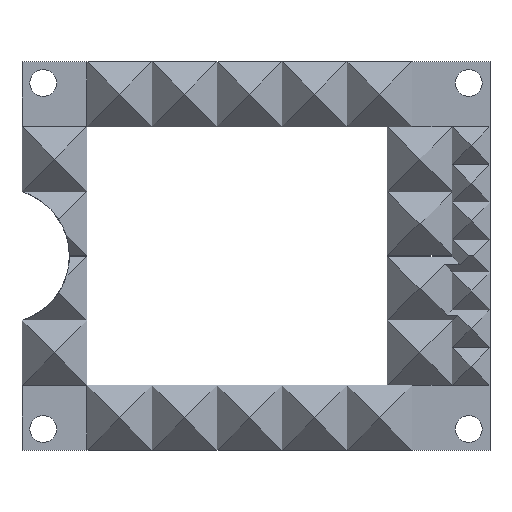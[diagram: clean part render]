
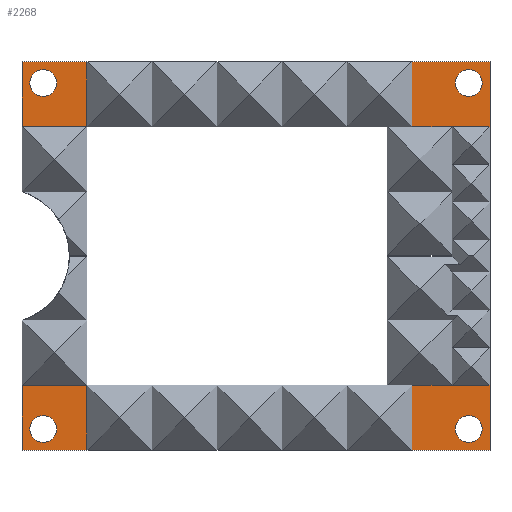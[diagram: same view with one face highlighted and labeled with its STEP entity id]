
A CAD part, top view. The second image highlights one B-rep face of the part: STEP entity #2268.
In plain terms, the highlighted planar face has unit normal (0, 0, 1).
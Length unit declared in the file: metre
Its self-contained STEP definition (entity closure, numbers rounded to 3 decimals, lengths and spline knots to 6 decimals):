
#131=FACE_BOUND('',#432,.T.);
#132=FACE_BOUND('',#433,.T.);
#133=FACE_BOUND('',#434,.T.);
#134=FACE_BOUND('',#435,.T.);
#141=CIRCLE('',#2712,0.003);
#142=CIRCLE('',#2714,0.003);
#143=CIRCLE('',#2716,0.003);
#144=CIRCLE('',#2719,0.003);
#145=CIRCLE('',#2721,0.015017);
#146=CIRCLE('',#2722,0.015017);
#278=FACE_OUTER_BOUND('',#431,.T.);
#431=EDGE_LOOP('',(#1666,#1667,#1668,#1669,#1670,#1671,#1672,#1673,#1674,
#1675,#1676,#1677,#1678,#1679,#1680,#1681,#1682,#1683));
#432=EDGE_LOOP('',(#1684));
#433=EDGE_LOOP('',(#1685));
#434=EDGE_LOOP('',(#1686));
#435=EDGE_LOOP('',(#1687));
#569=LINE('',#3647,#826);
#588=LINE('',#3698,#845);
#592=LINE('',#3704,#849);
#593=LINE('',#3708,#850);
#596=LINE('',#3713,#853);
#598=LINE('',#3717,#855);
#600=LINE('',#3721,#857);
#602=LINE('',#3725,#859);
#604=LINE('',#3729,#861);
#606=LINE('',#3733,#863);
#608=LINE('',#3737,#865);
#610=LINE('',#3741,#867);
#612=LINE('',#3745,#869);
#615=LINE('',#3750,#872);
#616=LINE('',#3753,#873);
#621=LINE('',#3768,#878);
#826=VECTOR('',#2945,1.);
#845=VECTOR('',#2980,1.);
#849=VECTOR('',#2986,1.);
#850=VECTOR('',#2989,1.);
#853=VECTOR('',#2994,1.);
#855=VECTOR('',#2998,1.);
#857=VECTOR('',#3002,1.);
#859=VECTOR('',#3006,1.);
#861=VECTOR('',#3010,1.);
#863=VECTOR('',#3014,1.);
#865=VECTOR('',#3018,1.);
#867=VECTOR('',#3022,1.);
#869=VECTOR('',#3026,1.);
#872=VECTOR('',#3031,1.);
#873=VECTOR('',#3034,1.);
#878=VECTOR('',#3053,1.);
#1077=VERTEX_POINT('',#3645);
#1078=VERTEX_POINT('',#3646);
#1101=VERTEX_POINT('',#3696);
#1102=VERTEX_POINT('',#3697);
#1103=VERTEX_POINT('',#3702);
#1104=VERTEX_POINT('',#3706);
#1105=VERTEX_POINT('',#3707);
#1106=VERTEX_POINT('',#3712);
#1107=VERTEX_POINT('',#3716);
#1108=VERTEX_POINT('',#3720);
#1109=VERTEX_POINT('',#3724);
#1110=VERTEX_POINT('',#3728);
#1111=VERTEX_POINT('',#3732);
#1112=VERTEX_POINT('',#3736);
#1113=VERTEX_POINT('',#3740);
#1114=VERTEX_POINT('',#3744);
#1115=VERTEX_POINT('',#3748);
#1116=VERTEX_POINT('',#3752);
#1117=VERTEX_POINT('',#3756);
#1118=VERTEX_POINT('',#3760);
#1119=VERTEX_POINT('',#3764);
#1120=VERTEX_POINT('',#3770);
#1265=EDGE_CURVE('',#1077,#1078,#569,.T.);
#1290=EDGE_CURVE('',#1101,#1102,#588,.T.);
#1294=EDGE_CURVE('',#1101,#1103,#592,.T.);
#1295=EDGE_CURVE('',#1104,#1105,#593,.T.);
#1298=EDGE_CURVE('',#1106,#1104,#596,.T.);
#1300=EDGE_CURVE('',#1107,#1106,#598,.T.);
#1302=EDGE_CURVE('',#1108,#1107,#600,.T.);
#1304=EDGE_CURVE('',#1108,#1109,#602,.T.);
#1306=EDGE_CURVE('',#1110,#1109,#604,.T.);
#1308=EDGE_CURVE('',#1111,#1110,#606,.T.);
#1310=EDGE_CURVE('',#1112,#1111,#608,.T.);
#1312=EDGE_CURVE('',#1113,#1112,#610,.T.);
#1314=EDGE_CURVE('',#1114,#1113,#612,.T.);
#1317=EDGE_CURVE('',#1114,#1115,#615,.T.);
#1318=EDGE_CURVE('',#1078,#1116,#616,.T.);
#1321=EDGE_CURVE('',#1117,#1117,#141,.T.);
#1323=EDGE_CURVE('',#1118,#1118,#142,.T.);
#1325=EDGE_CURVE('',#1119,#1119,#143,.T.);
#1326=EDGE_CURVE('',#1102,#1116,#621,.T.);
#1328=EDGE_CURVE('',#1120,#1120,#144,.T.);
#1329=EDGE_CURVE('',#1077,#1115,#145,.T.);
#1330=EDGE_CURVE('',#1105,#1103,#146,.T.);
#1666=ORIENTED_EDGE('',*,*,#1329,.F.);
#1667=ORIENTED_EDGE('',*,*,#1265,.T.);
#1668=ORIENTED_EDGE('',*,*,#1318,.T.);
#1669=ORIENTED_EDGE('',*,*,#1326,.F.);
#1670=ORIENTED_EDGE('',*,*,#1290,.F.);
#1671=ORIENTED_EDGE('',*,*,#1294,.T.);
#1672=ORIENTED_EDGE('',*,*,#1330,.F.);
#1673=ORIENTED_EDGE('',*,*,#1295,.F.);
#1674=ORIENTED_EDGE('',*,*,#1298,.F.);
#1675=ORIENTED_EDGE('',*,*,#1300,.F.);
#1676=ORIENTED_EDGE('',*,*,#1302,.F.);
#1677=ORIENTED_EDGE('',*,*,#1304,.T.);
#1678=ORIENTED_EDGE('',*,*,#1306,.F.);
#1679=ORIENTED_EDGE('',*,*,#1308,.F.);
#1680=ORIENTED_EDGE('',*,*,#1310,.F.);
#1681=ORIENTED_EDGE('',*,*,#1312,.F.);
#1682=ORIENTED_EDGE('',*,*,#1314,.F.);
#1683=ORIENTED_EDGE('',*,*,#1317,.T.);
#1684=ORIENTED_EDGE('',*,*,#1325,.F.);
#1685=ORIENTED_EDGE('',*,*,#1323,.F.);
#1686=ORIENTED_EDGE('',*,*,#1321,.F.);
#1687=ORIENTED_EDGE('',*,*,#1328,.F.);
#2125=PLANE('',#2720);
#2268=ADVANCED_FACE('',(#278,#131,#132,#133,#134),#2125,.T.);
#2712=AXIS2_PLACEMENT_3D('',#3758,#3039,#3040);
#2714=AXIS2_PLACEMENT_3D('',#3762,#3044,#3045);
#2716=AXIS2_PLACEMENT_3D('',#3766,#3049,#3050);
#2719=AXIS2_PLACEMENT_3D('',#3772,#3057,#3058);
#2720=AXIS2_PLACEMENT_3D('',#3773,#3059,#3060);
#2721=AXIS2_PLACEMENT_3D('',#3774,#3061,#3062);
#2722=AXIS2_PLACEMENT_3D('',#3775,#3063,#3064);
#2945=DIRECTION('',(0.,-1.,0.));
#2980=DIRECTION('',(1.,0.,0.));
#2986=DIRECTION('',(0.,-1.,0.));
#2989=DIRECTION('',(-1.,0.,0.));
#2994=DIRECTION('',(0.,-1.,0.));
#2998=DIRECTION('',(-1.,0.,0.));
#3002=DIRECTION('',(0.,1.,0.));
#3006=DIRECTION('',(1.,0.,0.));
#3010=DIRECTION('',(0.,1.,0.));
#3014=DIRECTION('',(1.,0.,0.));
#3018=DIRECTION('',(0.,1.,0.));
#3022=DIRECTION('',(1.,0.,0.));
#3026=DIRECTION('',(0.,-1.,0.));
#3031=DIRECTION('',(-1.,0.,0.));
#3034=DIRECTION('',(1.,0.,0.));
#3039=DIRECTION('center_axis',(0.,0.,1.));
#3040=DIRECTION('ref_axis',(1.,0.,0.));
#3044=DIRECTION('center_axis',(0.,0.,1.));
#3045=DIRECTION('ref_axis',(1.,0.,0.));
#3049=DIRECTION('center_axis',(0.,0.,1.));
#3050=DIRECTION('ref_axis',(1.,0.,0.));
#3053=DIRECTION('',(0.,-1.,0.));
#3057=DIRECTION('center_axis',(0.,0.,1.));
#3058=DIRECTION('ref_axis',(1.,0.,0.));
#3059=DIRECTION('center_axis',(0.,0.,1.));
#3060=DIRECTION('ref_axis',(1.,0.,0.));
#3061=DIRECTION('center_axis',(0.,0.,1.));
#3062=DIRECTION('ref_axis',(1.,0.,0.));
#3063=DIRECTION('center_axis',(0.,0.,1.));
#3064=DIRECTION('ref_axis',(1.,0.,0.));
#3645=CARTESIAN_POINT('',(-0.058,-0.02926,0.));
#3646=CARTESIAN_POINT('',(-0.058,-0.058256,0.));
#3647=CARTESIAN_POINT('',(-0.058,-0.022168,0.));
#3696=CARTESIAN_POINT('',(-0.058,0.028419,0.));
#3697=CARTESIAN_POINT('',(0.046406,0.028419,0.));
#3698=CARTESIAN_POINT('',(0.037703,0.028419,0.));
#3702=CARTESIAN_POINT('',(-0.058,-0.000574,0.));
#3704=CARTESIAN_POINT('',(-0.058,0.021169,0.));
#3706=CARTESIAN_POINT('',(-0.0435,-0.014756,0.));
#3707=CARTESIAN_POINT('',(-0.047432,-0.014756,0.));
#3708=CARTESIAN_POINT('',(-0.05075,-0.014756,0.));
#3712=CARTESIAN_POINT('',(-0.0435,0.013919,0.));
#3713=CARTESIAN_POINT('',(-0.0435,0.006669,0.));
#3716=CARTESIAN_POINT('',(0.0235,0.013919,0.));
#3717=CARTESIAN_POINT('',(0.019,0.013919,0.));
#3720=CARTESIAN_POINT('',(0.0235,-0.014756,0.));
#3721=CARTESIAN_POINT('',(0.0235,0.006669,0.));
#3724=CARTESIAN_POINT('',(0.038,-0.014756,0.));
#3725=CARTESIAN_POINT('',(0.03075,-0.014756,0.));
#3728=CARTESIAN_POINT('',(0.038,-0.015081,0.));
#3729=CARTESIAN_POINT('',(0.038,-0.014918,0.));
#3732=CARTESIAN_POINT('',(0.0235,-0.015081,0.));
#3733=CARTESIAN_POINT('',(0.03075,-0.015081,0.));
#3736=CARTESIAN_POINT('',(0.0235,-0.043756,0.));
#3737=CARTESIAN_POINT('',(0.0235,-0.036506,0.));
#3740=CARTESIAN_POINT('',(-0.0435,-0.043756,0.));
#3741=CARTESIAN_POINT('',(-0.03625,-0.043756,0.));
#3744=CARTESIAN_POINT('',(-0.0435,-0.015081,0.));
#3745=CARTESIAN_POINT('',(-0.0435,-0.022168,0.));
#3748=CARTESIAN_POINT('',(-0.047432,-0.015081,0.));
#3750=CARTESIAN_POINT('',(-0.05075,-0.015081,0.));
#3752=CARTESIAN_POINT('',(0.046406,-0.058256,0.));
#3753=CARTESIAN_POINT('',(-0.05075,-0.058256,0.));
#3756=CARTESIAN_POINT('',(-0.05625,-0.053506,0.));
#3758=CARTESIAN_POINT('Origin',(-0.05325,-0.053506,0.));
#3760=CARTESIAN_POINT('',(-0.05625,0.023669,0.));
#3762=CARTESIAN_POINT('Origin',(-0.05325,0.023669,0.));
#3764=CARTESIAN_POINT('',(0.038656,0.023669,0.));
#3766=CARTESIAN_POINT('Origin',(0.041656,0.023669,0.));
#3768=CARTESIAN_POINT('',(0.046406,0.021169,0.));
#3770=CARTESIAN_POINT('',(0.038656,-0.053506,0.));
#3772=CARTESIAN_POINT('Origin',(0.041656,-0.053506,0.));
#3773=CARTESIAN_POINT('Origin',(-0.005797,-0.014918,0.));
#3774=CARTESIAN_POINT('Origin',(-0.062448,-0.014917,
0.));
#3775=CARTESIAN_POINT('Origin',(-0.062448,-0.014917,
0.));
